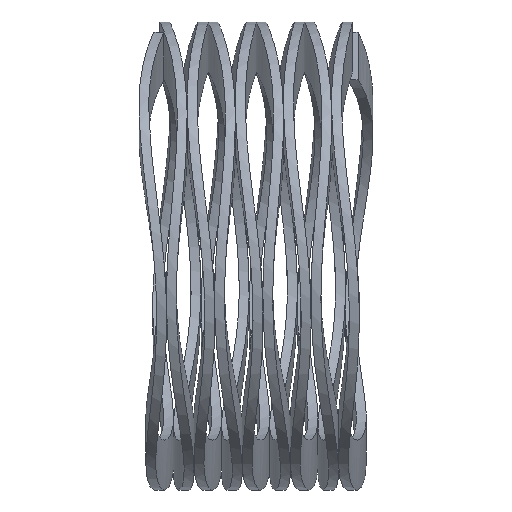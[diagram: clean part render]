
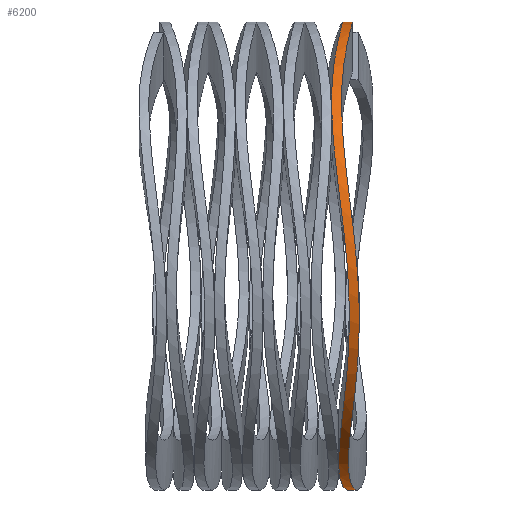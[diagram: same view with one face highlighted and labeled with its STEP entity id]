
A CAD part, left-side view. The second image highlights one B-rep face of the part: STEP entity #6200.
In plain terms, the highlighted cylindrical face has radius 2.35 mm (diameter 4.7 mm), a partial arc.
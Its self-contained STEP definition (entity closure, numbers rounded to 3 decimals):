
#2 = CARTESIAN_POINT ( 'NONE',  ( -2.276, 0.2, 0.606 ) ) ;
#30 = EDGE_CURVE ( 'NONE', #6448, #4564, #5916, .T. ) ;
#105 = CARTESIAN_POINT ( 'NONE',  ( -2.335, 0.009, -0.306 ) ) ;
#144 = EDGE_CURVE ( 'NONE', #5201, #6448, #2716, .T. ) ;
#469 = CARTESIAN_POINT ( 'NONE',  ( 0., -0.137, -2.35 ) ) ;
#517 = VERTEX_POINT ( 'NONE', #4307 ) ;
#674 = CARTESIAN_POINT ( 'NONE',  ( -0.311, 0.166, 2.35 ) ) ;
#731 = CARTESIAN_POINT ( 'NONE',  ( -0.759, 0.099, 2.229 ) ) ;
#742 = ORIENTED_EDGE ( 'NONE', *, *, #8552, .F. ) ;
#767 = CARTESIAN_POINT ( 'NONE',  ( -0.62, 0.186, 2.287 ) ) ;
#819 = CARTESIAN_POINT ( 'NONE',  ( -2.231, 0.001, -0.754 ) ) ;
#906 = EDGE_CURVE ( 'NONE', #5201, #517, #8404, .T. ) ;
#1030 = DIRECTION ( 'NONE',  ( 0., 1., 0. ) ) ;
#1166 = VECTOR ( 'NONE', #1030, 1000. ) ;
#1317 = CARTESIAN_POINT ( 'NONE',  ( -1.554, 0.091, -1.77 ) ) ;
#1437 = CARTESIAN_POINT ( 'NONE',  ( -2.042, 0.265, 1.174 ) ) ;
#1446 = CARTESIAN_POINT ( 'NONE',  ( -2.335, 0.065, 0.308 ) ) ;
#1492 = CARTESIAN_POINT ( 'NONE',  ( -0.616, 0.096, -2.288 ) ) ;
#1927 = CARTESIAN_POINT ( 'NONE',  ( -0.606, 0.188, -2.276 ) ) ;
#2014 = CARTESIAN_POINT ( 'NONE',  ( -1.044, 0.227, 2.111 ) ) ;
#2026 = CARTESIAN_POINT ( 'NONE',  ( -2.275, 0., -0.607 ) ) ;
#2059 = CARTESIAN_POINT ( 'NONE',  ( -2.114, 0.252, 1.039 ) ) ;
#2070 = CARTESIAN_POINT ( 'NONE',  ( -1.434, 0.165, 1.868 ) ) ;
#2105 = CARTESIAN_POINT ( 'NONE',  ( -1.555, 0.274, 1.769 ) ) ;
#2115 = CARTESIAN_POINT ( 'NONE',  ( -1.043, 0.126, 2.112 ) ) ;
#2160 = CARTESIAN_POINT ( 'NONE',  ( -1.18, 0.112, -2.038 ) ) ;
#2202 = CARTESIAN_POINT ( 'NONE',  ( -1.879, 0.185, 1.444 ) ) ;
#2599 = CARTESIAN_POINT ( 'NONE',  ( -1.878, 0.154, -1.445 ) ) ;
#2691 = CARTESIAN_POINT ( 'NONE',  ( -1.553, 0.191, -1.77 ) ) ;
#2701 = CARTESIAN_POINT ( 'NONE',  ( -1.554, 0.174, 1.769 ) ) ;
#2716 = B_SPLINE_CURVE_WITH_KNOTS ( 'NONE', 3,
 ( #7605, #8195, #3461, #4759, #731, #2115, #5562, #2070, #2701, #2202, #6852, #6180, #4848, #1446, #5474, #4180, #105, #2026, #819, #7472, #4804, #2881, #4932, #1317, #4091, #2160, #7518, #1492, #6805, #5605 ),
 .UNSPECIFIED., .F., .F.,
 ( 4, 2, 2, 2, 2, 2, 2, 2, 2, 2, 2, 2, 2, 2, 4 ),
 ( 0.11, 0.111, 0.111, 0.112, 0.112, 0.113, 0.113, 0.114, 0.114, 0.115, 0.115, 0.116, 0.116, 0.117, 0.118 ),
 .UNSPECIFIED. ) ;
#2736 = CARTESIAN_POINT ( 'NONE',  ( -1.176, 0.211, -2.04 ) ) ;
#2782 = CARTESIAN_POINT ( 'NONE',  ( -1.773, 0.281, 1.55 ) ) ;
#2881 = CARTESIAN_POINT ( 'NONE',  ( -1.87, 0.05, -1.432 ) ) ;
#2973 = EDGE_LOOP ( 'NONE', ( #3157, #5484, #8048, #742 ) ) ;
#3151 = DIRECTION ( 'NONE',  ( 0., 1., 0. ) ) ;
#3157 = ORIENTED_EDGE ( 'NONE', *, *, #30, .F. ) ;
#3210 = CARTESIAN_POINT ( 'NONE',  ( 0., 0.121, -2.35 ) ) ;
#3315 = CARTESIAN_POINT ( 'NONE',  ( -2.275, 0.099, -0.61 ) ) ;
#3413 = FACE_OUTER_BOUND ( 'NONE', #2973, .T. ) ;
#3461 = CARTESIAN_POINT ( 'NONE',  ( -0.309, 0.072, 2.335 ) ) ;
#3467 = B_SPLINE_CURVE_WITH_KNOTS ( 'NONE', 3,
 ( #5990, #8765, #8809, #1927, #6795, #8184, #2736, #4839, #2691, #2599, #6888, #8233, #3315, #7374, #5415, #8140, #6122, #2, #5461, #2059, #1437, #6841, #2782, #2105, #4703, #5508, #2014, #767, #674, #4749 ),
 .UNSPECIFIED., .F., .F.,
 ( 4, 2, 2, 2, 2, 2, 2, 2, 2, 2, 2, 2, 2, 2, 4 ),
 ( -0.111, -0.111, -0.11, -0.11, -0.109, -0.108, -0.108, -0.107, -0.107, -0.106, -0.106, -0.105, -0.105, -0.105, -0.104 ),
 .UNSPECIFIED. ) ;
#4091 = CARTESIAN_POINT ( 'NONE',  ( -1.436, 0.101, -1.867 ) ) ;
#4180 = CARTESIAN_POINT ( 'NONE',  ( -2.35, 0.019, -0.151 ) ) ;
#4307 = CARTESIAN_POINT ( 'NONE',  ( 0., 0.171, 2.35 ) ) ;
#4450 = VECTOR ( 'NONE', #3151, 1000. ) ;
#4564 = VERTEX_POINT ( 'NONE', #3210 ) ;
#4703 = CARTESIAN_POINT ( 'NONE',  ( -1.437, 0.265, 1.866 ) ) ;
#4749 = CARTESIAN_POINT ( 'NONE',  ( 0., 0.171, 2.35 ) ) ;
#4759 = CARTESIAN_POINT ( 'NONE',  ( -0.61, 0.087, 2.275 ) ) ;
#4804 = CARTESIAN_POINT ( 'NONE',  ( -2.04, 0.025, -1.177 ) ) ;
#4839 = CARTESIAN_POINT ( 'NONE',  ( -1.432, 0.201, -1.87 ) ) ;
#4847 = DIRECTION ( 'NONE',  ( 0., 0., 1. ) ) ;
#4848 = CARTESIAN_POINT ( 'NONE',  ( -2.275, 0.103, 0.608 ) ) ;
#4889 = AXIS2_PLACEMENT_3D ( 'NONE', #6131, #5473, #4847 ) ;
#4932 = CARTESIAN_POINT ( 'NONE',  ( -1.771, 0.065, -1.552 ) ) ;
#5052 = CARTESIAN_POINT ( 'NONE',  ( 0., -0.137, 2.35 ) ) ;
#5201 = VERTEX_POINT ( 'NONE', #5206 ) ;
#5206 = CARTESIAN_POINT ( 'NONE',  ( 0., 0.072, 2.35 ) ) ;
#5415 = CARTESIAN_POINT ( 'NONE',  ( -2.35, 0.117, -0.155 ) ) ;
#5461 = CARTESIAN_POINT ( 'NONE',  ( -2.232, 0.219, 0.753 ) ) ;
#5473 = DIRECTION ( 'NONE',  ( 0., 1., 0. ) ) ;
#5474 = CARTESIAN_POINT ( 'NONE',  ( -2.35, 0.047, 0.156 ) ) ;
#5484 = ORIENTED_EDGE ( 'NONE', *, *, #144, .F. ) ;
#5508 = CARTESIAN_POINT ( 'NONE',  ( -1.181, 0.241, 2.037 ) ) ;
#5562 = CARTESIAN_POINT ( 'NONE',  ( -1.178, 0.141, 2.039 ) ) ;
#5605 = CARTESIAN_POINT ( 'NONE',  ( 0., 0.023, -2.35 ) ) ;
#5916 = LINE ( 'NONE', #469, #4450 ) ;
#5990 = CARTESIAN_POINT ( 'NONE',  ( 0., 0.121, -2.35 ) ) ;
#6122 = CARTESIAN_POINT ( 'NONE',  ( -2.335, 0.163, 0.307 ) ) ;
#6131 = CARTESIAN_POINT ( 'NONE',  ( 0., -0.137, 0. ) ) ;
#6180 = CARTESIAN_POINT ( 'NONE',  ( -2.23, 0.122, 0.757 ) ) ;
#6200 = ADVANCED_FACE ( 'NONE', ( #3413 ), #8730, .T. ) ;
#6448 = VERTEX_POINT ( 'NONE', #8672 ) ;
#6795 = CARTESIAN_POINT ( 'NONE',  ( -0.756, 0.2, -2.23 ) ) ;
#6805 = CARTESIAN_POINT ( 'NONE',  ( -0.309, 0.06, -2.35 ) ) ;
#6841 = CARTESIAN_POINT ( 'NONE',  ( -1.872, 0.279, 1.429 ) ) ;
#6852 = CARTESIAN_POINT ( 'NONE',  ( -2.055, 0.169, 1.181 ) ) ;
#6888 = CARTESIAN_POINT ( 'NONE',  ( -2.053, 0.12, -1.184 ) ) ;
#7374 = CARTESIAN_POINT ( 'NONE',  ( -2.335, 0.107, -0.307 ) ) ;
#7472 = CARTESIAN_POINT ( 'NONE',  ( -2.112, 0.014, -1.041 ) ) ;
#7518 = CARTESIAN_POINT ( 'NONE',  ( -1.041, 0.112, -2.112 ) ) ;
#7605 = CARTESIAN_POINT ( 'NONE',  ( 0., 0.072, 2.35 ) ) ;
#8048 = ORIENTED_EDGE ( 'NONE', *, *, #906, .T. ) ;
#8140 = CARTESIAN_POINT ( 'NONE',  ( -2.35, 0.145, 0.152 ) ) ;
#8184 = CARTESIAN_POINT ( 'NONE',  ( -1.041, 0.211, -2.113 ) ) ;
#8195 = CARTESIAN_POINT ( 'NONE',  ( -0.156, 0.069, 2.35 ) ) ;
#8233 = CARTESIAN_POINT ( 'NONE',  ( -2.229, 0.101, -0.759 ) ) ;
#8404 = LINE ( 'NONE', #5052, #1166 ) ;
#8552 = EDGE_CURVE ( 'NONE', #4564, #517, #3467, .T. ) ;
#8672 = CARTESIAN_POINT ( 'NONE',  ( 0., 0.023, -2.35 ) ) ;
#8730 = CYLINDRICAL_SURFACE ( 'NONE', #4889, 2.35 ) ;
#8765 = CARTESIAN_POINT ( 'NONE',  ( -0.154, 0.14, -2.35 ) ) ;
#8809 = CARTESIAN_POINT ( 'NONE',  ( -0.306, 0.158, -2.335 ) ) ;
